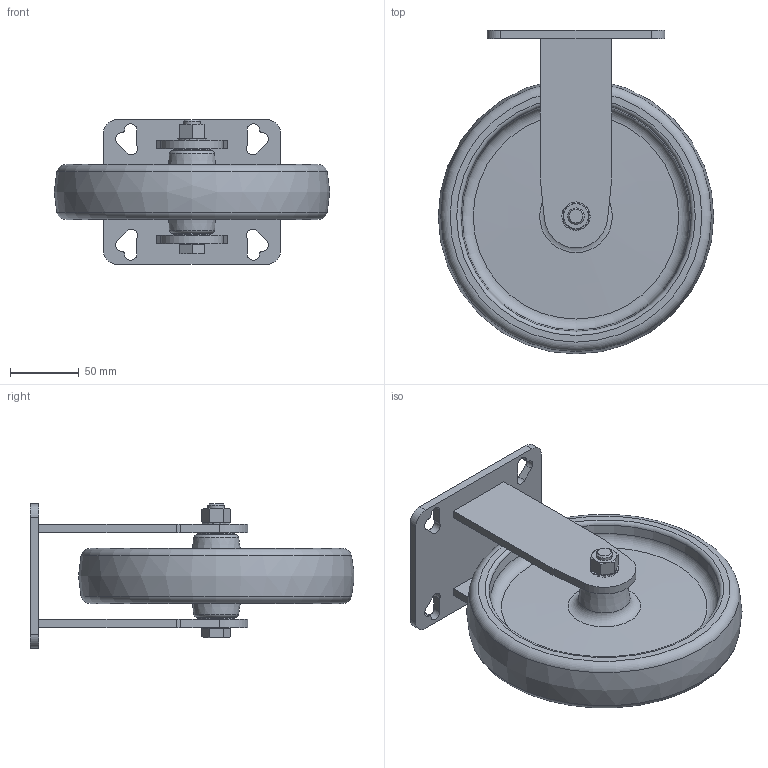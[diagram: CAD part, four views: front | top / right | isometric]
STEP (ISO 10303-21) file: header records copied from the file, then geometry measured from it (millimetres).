
FILE_DESCRIPTION(/* description */ (''),/* implementation_level */ '2;1');
FILE_NAME(/* name */ '1029637.stp',/* time_stamp */ '2024-11-21T11:18:25+01:00',/* author */ ('Bo'),/* organization */ (''),/* preprocessor_version */ 'ST-DEVELOPER v20',/* originating_system */ 'Autodesk Inventor 2025',/* authorisation */ ' ');
FILE_SCHEMA (('AUTOMOTIVE_DESIGN { 1 0 10303 214 3 1 1 }'));
Length unit declared in the file: inch
Products named in the file (7): 1029637; 1029637-1; 1029637-2; 1029637-3; 1029637-4; 1029637-5; 1029637-6
Assembly tree (6 placements, depth 2):
  1029637
    1029637-1
    1029637-2
    1029637-3
    1029637-4
    1029637-5
    1029637-6
Bounding box: 200 x 234.8 x 105 mm (x, y, z)
Volume: 763105.7 mm3; surface area: 181523.9 mm2
Topology: 6 solids, 6 shells, 255 faces, 617 edges, 386 vertices
Faces by surface type: plane 124, cylinder 46, cone 39, bspline 31, torus 15
Full cylindrical faces by diameter (mm): 10.2 x1, 12 x2, 12.5 x4, 13 x1, 18 x1, 19.8 x1, 20 x4, 20.2 x2, 20.5 x2, 26.5 x2
Entity records: 8074 total; most frequent: CARTESIAN_POINT 1879, ORIENTED_EDGE 1234, DIRECTION 1209, EDGE_CURVE 617, AXIS2_PLACEMENT_3D 451, VERTEX_POINT 386, LINE 307, VECTOR 307
